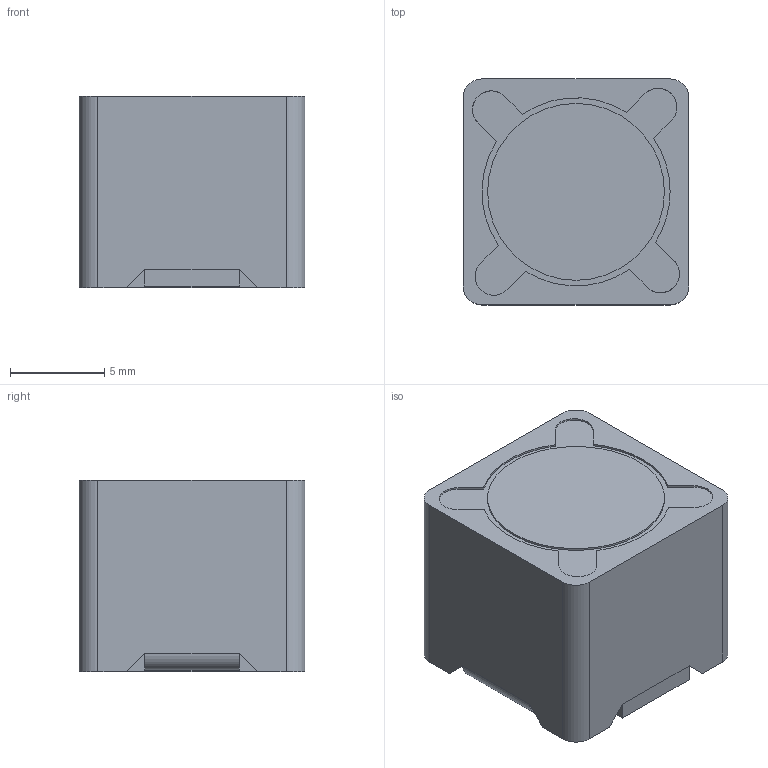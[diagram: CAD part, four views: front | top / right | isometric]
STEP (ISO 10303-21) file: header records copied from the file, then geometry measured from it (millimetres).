
FILE_DESCRIPTION(('FreeCAD Model'),'2;1');
FILE_NAME('L_Pulse_PA4320.step','2018-12-16T14:02:03',('kicad StepUp'), ('ksu MCAD'),'Open CASCADE STEP processor 7.1','FreeCAD','Unknown');
FILE_SCHEMA(('AUTOMOTIVE_DESIGN { 1 0 10303 214 1 1 1 1 }'));
Length unit declared in the file: millimetre
Products named in the file (1): L_Pulse_PA4320
Bounding box: 12 x 12 x 10.2 mm (x, y, z)
Volume: 1441 mm3; surface area: 787.5 mm2
Topology: 1 solids, 1 shells, 60 faces, 176 edges, 120 vertices
Faces by surface type: plane 44, cylinder 16
Full cylindrical faces by diameter (mm): 9.4 x1
Entity records: 1435 total; most frequent: ORIENTED_EDGE 267, CARTESIAN_POINT 255, EDGE_CURVE 176, LINE 136, VERTEX_POINT 120, AXIS2_PLACEMENT_3D 78, FACE_BOUND 62, EDGE_LOOP 62
